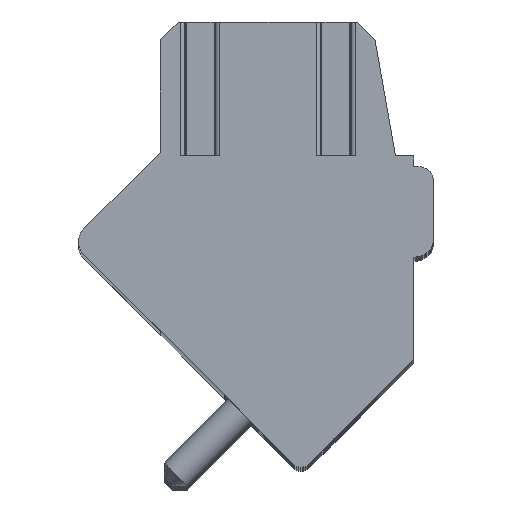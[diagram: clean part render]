
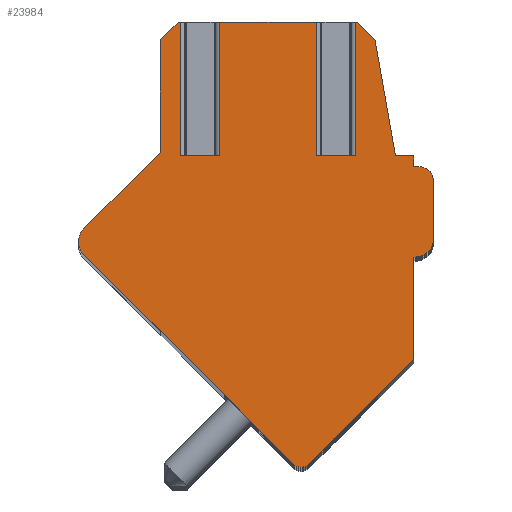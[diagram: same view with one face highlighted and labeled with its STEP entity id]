
A CAD part, top view. The second image highlights one B-rep face of the part: STEP entity #23984.
In plain terms, the highlighted planar face has unit normal (0, 0, 1).
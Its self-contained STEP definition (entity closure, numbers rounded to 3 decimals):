
#2966=DIRECTION('',(0.707,-0.707,0.));
#2967=VECTOR('',#2966,8.2);
#2968=CARTESIAN_POINT('',(-4.761,0.072,1.75));
#2969=LINE('',#2968,#2967);
#3436=DIRECTION('',(1.,0.,0.));
#3437=VECTOR('',#3436,1.07);
#3438=CARTESIAN_POINT('',(1.673,2.8,1.75));
#3439=LINE('',#3438,#3437);
#3440=DIRECTION('',(0.,1.,0.));
#3441=VECTOR('',#3440,3.7);
#3442=CARTESIAN_POINT('',(2.743,2.8,1.75));
#3443=LINE('',#3442,#3441);
#3444=DIRECTION('',(-1.,0.,0.));
#3445=VECTOR('',#3444,0.068);
#3446=CARTESIAN_POINT('',(2.811,6.5,1.75));
#3447=LINE('',#3446,#3445);
#3448=DIRECTION('',(-0.707,0.707,0.));
#3449=VECTOR('',#3448,0.677);
#3450=CARTESIAN_POINT('',(3.29,6.021,1.75));
#3451=LINE('',#3450,#3449);
#3452=DIRECTION('',(-0.174,0.985,0.));
#3453=VECTOR('',#3452,3.271);
#3454=CARTESIAN_POINT('',(3.858,2.8,1.75));
#3455=LINE('',#3454,#3453);
#3456=DIRECTION('',(-1.,0.,0.));
#3457=VECTOR('',#3456,0.5);
#3458=CARTESIAN_POINT('',(4.358,2.8,1.75));
#3459=LINE('',#3458,#3457);
#3460=DIRECTION('',(0.,1.,0.));
#3461=VECTOR('',#3460,0.3);
#3462=CARTESIAN_POINT('',(4.358,2.5,1.75));
#3463=LINE('',#3462,#3461);
#3464=DIRECTION('',(-1.,0.,0.));
#3465=VECTOR('',#3464,0.15);
#3466=CARTESIAN_POINT('',(4.508,2.5,1.75));
#3467=LINE('',#3466,#3465);
#3468=CARTESIAN_POINT('',(4.508,2.1,1.75));
#3469=DIRECTION('',(0.,0.,1.));
#3470=DIRECTION('',(1.,0.,0.));
#3471=AXIS2_PLACEMENT_3D('',#3468,#3469,#3470);
#3473=DIRECTION('',(0.,1.,0.));
#3474=VECTOR('',#3473,1.6);
#3475=CARTESIAN_POINT('',(4.908,0.5,1.75));
#3476=LINE('',#3475,#3474);
#3477=CARTESIAN_POINT('',(4.408,0.5,1.75));
#3478=DIRECTION('',(0.,0.,1.));
#3479=DIRECTION('',(0.,-1.,0.));
#3480=AXIS2_PLACEMENT_3D('',#3477,#3478,#3479);
#3482=DIRECTION('',(1.,0.,0.));
#3483=VECTOR('',#3482,0.05);
#3484=CARTESIAN_POINT('',(4.358,0.,1.75));
#3485=LINE('',#3484,#3483);
#3486=DIRECTION('',(0.,1.,0.));
#3487=VECTOR('',#3486,2.83);
#3488=CARTESIAN_POINT('',(4.358,-2.83,1.75));
#3489=LINE('',#3488,#3487);
#3490=DIRECTION('',(0.707,0.707,0.));
#3491=VECTOR('',#3490,4.096);
#3492=CARTESIAN_POINT('',(1.461,-5.727,1.75));
#3493=LINE('',#3492,#3491);
#3494=CARTESIAN_POINT('',(1.249,-5.515,1.75));
#3495=DIRECTION('',(0.,0.,1.));
#3496=DIRECTION('',(-0.707,-0.707,0.));
#3497=AXIS2_PLACEMENT_3D('',#3494,#3495,#3496);
#3499=CARTESIAN_POINT('',(-4.408,0.425,1.75));
#3500=DIRECTION('',(0.,0.,1.));
#3501=DIRECTION('',(-0.707,0.707,0.));
#3502=AXIS2_PLACEMENT_3D('',#3499,#3500,#3501);
#3504=DIRECTION('',(-0.707,-0.707,0.));
#3505=VECTOR('',#3504,2.997);
#3506=CARTESIAN_POINT('',(-2.642,2.898,1.75));
#3507=LINE('',#3506,#3505);
#3508=DIRECTION('',(0.,-1.,0.));
#3509=VECTOR('',#3508,3.111);
#3510=CARTESIAN_POINT('',(-2.642,6.009,1.75));
#3511=LINE('',#3510,#3509);
#3512=DIRECTION('',(-0.707,-0.707,0.));
#3513=VECTOR('',#3512,0.694);
#3514=CARTESIAN_POINT('',(-2.151,6.5,1.75));
#3515=LINE('',#3514,#3513);
#3516=DIRECTION('',(-1.,0.,0.));
#3517=VECTOR('',#3516,0.074);
#3518=CARTESIAN_POINT('',(-2.077,6.5,1.75));
#3519=LINE('',#3518,#3517);
#3520=DIRECTION('',(0.,1.,0.));
#3521=VECTOR('',#3520,3.7);
#3522=CARTESIAN_POINT('',(-2.077,2.8,1.75));
#3523=LINE('',#3522,#3521);
#3524=DIRECTION('',(1.,0.,0.));
#3525=VECTOR('',#3524,1.07);
#3526=CARTESIAN_POINT('',(-2.077,2.8,1.75));
#3527=LINE('',#3526,#3525);
#3528=DIRECTION('',(0.,1.,0.));
#3529=VECTOR('',#3528,3.7);
#3530=CARTESIAN_POINT('',(-1.007,2.8,1.75));
#3531=LINE('',#3530,#3529);
#3532=DIRECTION('',(-1.,0.,0.));
#3533=VECTOR('',#3532,2.68);
#3534=CARTESIAN_POINT('',(1.673,6.5,1.75));
#3535=LINE('',#3534,#3533);
#3536=DIRECTION('',(0.,1.,0.));
#3537=VECTOR('',#3536,3.7);
#3538=CARTESIAN_POINT('',(1.673,2.8,1.75));
#3539=LINE('',#3538,#3537);
#15727=CARTESIAN_POINT('',(1.673,2.8,1.75));
#15728=CARTESIAN_POINT('',(2.743,2.8,1.75));
#15729=VERTEX_POINT('',#15727);
#15730=VERTEX_POINT('',#15728);
#15731=CARTESIAN_POINT('',(2.743,6.5,1.75));
#15732=VERTEX_POINT('',#15731);
#15733=CARTESIAN_POINT('',(1.673,6.5,1.75));
#15734=VERTEX_POINT('',#15733);
#15747=CARTESIAN_POINT('',(-2.077,2.8,1.75));
#15748=CARTESIAN_POINT('',(-1.007,2.8,1.75));
#15749=VERTEX_POINT('',#15747);
#15750=VERTEX_POINT('',#15748);
#15751=CARTESIAN_POINT('',(-1.007,6.5,1.75));
#15752=VERTEX_POINT('',#15751);
#15753=CARTESIAN_POINT('',(-2.077,6.5,1.75));
#15754=VERTEX_POINT('',#15753);
#15845=CARTESIAN_POINT('',(1.037,-5.727,1.75));
#15846=CARTESIAN_POINT('',(1.461,-5.727,1.75));
#15847=VERTEX_POINT('',#15845);
#15848=VERTEX_POINT('',#15846);
#15849=CARTESIAN_POINT('',(4.358,-2.83,1.75));
#15850=VERTEX_POINT('',#15849);
#15851=CARTESIAN_POINT('',(4.358,0.,1.75));
#15852=VERTEX_POINT('',#15851);
#15853=CARTESIAN_POINT('',(4.408,0.,1.75));
#15854=VERTEX_POINT('',#15853);
#15855=CARTESIAN_POINT('',(4.908,0.5,1.75));
#15856=VERTEX_POINT('',#15855);
#15857=CARTESIAN_POINT('',(4.908,2.1,1.75));
#15858=VERTEX_POINT('',#15857);
#15859=CARTESIAN_POINT('',(4.508,2.5,1.75));
#15860=VERTEX_POINT('',#15859);
#15861=CARTESIAN_POINT('',(4.358,2.5,1.75));
#15862=VERTEX_POINT('',#15861);
#15863=CARTESIAN_POINT('',(4.358,2.8,1.75));
#15864=VERTEX_POINT('',#15863);
#15865=CARTESIAN_POINT('',(3.858,2.8,1.75));
#15866=VERTEX_POINT('',#15865);
#15867=CARTESIAN_POINT('',(3.29,6.021,1.75));
#15868=VERTEX_POINT('',#15867);
#15869=CARTESIAN_POINT('',(2.811,6.5,1.75));
#15870=VERTEX_POINT('',#15869);
#15871=CARTESIAN_POINT('',(-2.151,6.5,1.75));
#15872=CARTESIAN_POINT('',(-2.642,6.009,1.75));
#15873=VERTEX_POINT('',#15871);
#15874=VERTEX_POINT('',#15872);
#15875=CARTESIAN_POINT('',(-4.761,0.779,1.75));
#15876=CARTESIAN_POINT('',(-4.761,0.072,1.75));
#15877=VERTEX_POINT('',#15875);
#15878=VERTEX_POINT('',#15876);
#15883=CARTESIAN_POINT('',(-2.642,2.898,1.75));
#15885=VERTEX_POINT('',#15883);
#23941=CARTESIAN_POINT('',(0.,0.,1.75));
#23942=DIRECTION('',(0.,0.,1.));
#23943=DIRECTION('',(1.,0.,0.));
#23944=AXIS2_PLACEMENT_3D('',#23941,#23942,#23943);
#23945=PLANE('',#23944);
#23947=ORIENTED_EDGE('',*,*,#23946,.T.);
#23949=ORIENTED_EDGE('',*,*,#23948,.T.);
#23950=ORIENTED_EDGE('',*,*,#20201,.F.);
#23951=ORIENTED_EDGE('',*,*,#20477,.F.);
#23952=ORIENTED_EDGE('',*,*,#20491,.F.);
#23953=ORIENTED_EDGE('',*,*,#20505,.F.);
#23954=ORIENTED_EDGE('',*,*,#20670,.F.);
#23955=ORIENTED_EDGE('',*,*,#20686,.F.);
#23956=ORIENTED_EDGE('',*,*,#21388,.F.);
#23957=ORIENTED_EDGE('',*,*,#21685,.F.);
#23958=ORIENTED_EDGE('',*,*,#21982,.F.);
#23959=ORIENTED_EDGE('',*,*,#22279,.F.);
#23960=ORIENTED_EDGE('',*,*,#22583,.F.);
#23961=ORIENTED_EDGE('',*,*,#23320,.F.);
#23962=ORIENTED_EDGE('',*,*,#23562,.F.);
#23963=ORIENTED_EDGE('',*,*,#23371,.F.);
#23965=ORIENTED_EDGE('',*,*,#23964,.F.);
#23967=ORIENTED_EDGE('',*,*,#23966,.F.);
#23969=ORIENTED_EDGE('',*,*,#23968,.F.);
#23971=ORIENTED_EDGE('',*,*,#23970,.F.);
#23972=ORIENTED_EDGE('',*,*,#20233,.F.);
#23974=ORIENTED_EDGE('',*,*,#23973,.F.);
#23976=ORIENTED_EDGE('',*,*,#23975,.T.);
#23978=ORIENTED_EDGE('',*,*,#23977,.T.);
#23979=ORIENTED_EDGE('',*,*,#20217,.F.);
#23981=ORIENTED_EDGE('',*,*,#23980,.F.);
#23982=EDGE_LOOP('',(#23947,#23949,#23950,#23951,#23952,#23953,#23954,#23955,
#23956,#23957,#23958,#23959,#23960,#23961,#23962,#23963,#23965,#23967,#23969,
#23971,#23972,#23974,#23976,#23978,#23979,#23981));
#23983=FACE_OUTER_BOUND('',#23982,.F.);
#3472=CIRCLE('',#3471,0.4);
#3481=CIRCLE('',#3480,0.5);
#3498=CIRCLE('',#3497,0.3);
#3503=CIRCLE('',#3502,0.5);
#20201=EDGE_CURVE('',#15870,#15732,#3447,.T.);
#20217=EDGE_CURVE('',#15734,#15752,#3535,.T.);
#20233=EDGE_CURVE('',#15754,#15873,#3519,.T.);
#20477=EDGE_CURVE('',#15868,#15870,#3451,.T.);
#20491=EDGE_CURVE('',#15866,#15868,#3455,.T.);
#20505=EDGE_CURVE('',#15864,#15866,#3459,.T.);
#20670=EDGE_CURVE('',#15862,#15864,#3463,.T.);
#20686=EDGE_CURVE('',#15860,#15862,#3467,.T.);
#21388=EDGE_CURVE('',#15858,#15860,#3472,.T.);
#21685=EDGE_CURVE('',#15856,#15858,#3476,.T.);
#21982=EDGE_CURVE('',#15854,#15856,#3481,.T.);
#22279=EDGE_CURVE('',#15852,#15854,#3485,.T.);
#22583=EDGE_CURVE('',#15850,#15852,#3489,.T.);
#23320=EDGE_CURVE('',#15848,#15850,#3493,.T.);
#23371=EDGE_CURVE('',#15878,#15847,#2969,.T.);
#23562=EDGE_CURVE('',#15847,#15848,#3498,.T.);
#23946=EDGE_CURVE('',#15729,#15730,#3439,.T.);
#23948=EDGE_CURVE('',#15730,#15732,#3443,.T.);
#23964=EDGE_CURVE('',#15877,#15878,#3503,.T.);
#23966=EDGE_CURVE('',#15885,#15877,#3507,.T.);
#23968=EDGE_CURVE('',#15874,#15885,#3511,.T.);
#23970=EDGE_CURVE('',#15873,#15874,#3515,.T.);
#23973=EDGE_CURVE('',#15749,#15754,#3523,.T.);
#23975=EDGE_CURVE('',#15749,#15750,#3527,.T.);
#23977=EDGE_CURVE('',#15750,#15752,#3531,.T.);
#23980=EDGE_CURVE('',#15729,#15734,#3539,.T.);
#23984=ADVANCED_FACE('',(#23983),#23945,.T.);
